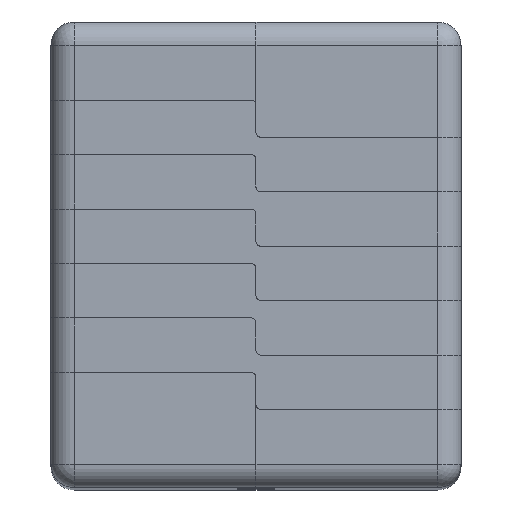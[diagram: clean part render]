
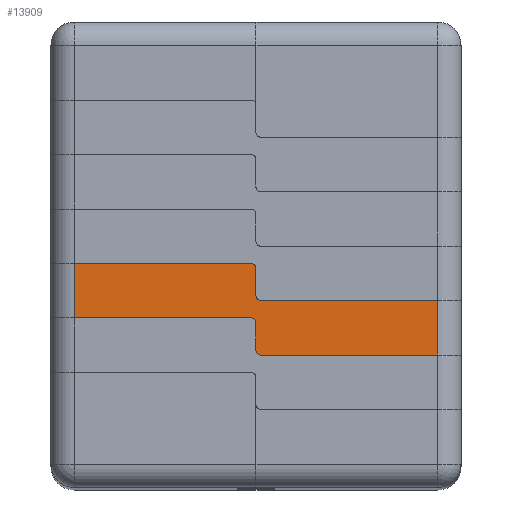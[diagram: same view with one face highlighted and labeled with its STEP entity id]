
A CAD part, top view. The second image highlights one B-rep face of the part: STEP entity #13909.
In plain terms, the highlighted planar face has unit normal (0, 0, 1).
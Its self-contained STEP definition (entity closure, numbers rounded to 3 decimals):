
#359=PLANE('',#15067);
#999=FACE_OUTER_BOUND('',#1743,.T.);
#1743=EDGE_LOOP('',(#11770,#11771,#11772,#11773,#11774,#11775,#11776,#11777,
#11778,#11779,#11780,#11781));
#2896=LINE('',#22230,#4364);
#2904=LINE('',#22256,#4372);
#2941=LINE('',#22365,#4409);
#2949=LINE('',#22386,#4417);
#2981=LINE('',#22480,#4449);
#2996=LINE('',#22516,#4464);
#2997=LINE('',#22518,#4465);
#3005=LINE('',#22535,#4473);
#4364=VECTOR('',#18044,10.);
#4372=VECTOR('',#18066,10.);
#4409=VECTOR('',#18167,10.);
#4417=VECTOR('',#18187,10.);
#4449=VECTOR('',#18281,10.);
#4464=VECTOR('',#18328,10.);
#4465=VECTOR('',#18331,10.);
#4473=VECTOR('',#18351,10.);
#5281=CIRCLE('',#14965,2.);
#5285=CIRCLE('',#14971,2.);
#5303=CIRCLE('',#15004,2.);
#5307=CIRCLE('',#15010,2.);
#6356=VERTEX_POINT('',#22218);
#6357=VERTEX_POINT('',#22220);
#6360=VERTEX_POINT('',#22229);
#6364=VERTEX_POINT('',#22238);
#6365=VERTEX_POINT('',#22240);
#6371=VERTEX_POINT('',#22254);
#6407=VERTEX_POINT('',#22353);
#6408=VERTEX_POINT('',#22355);
#6411=VERTEX_POINT('',#22364);
#6414=VERTEX_POINT('',#22371);
#6415=VERTEX_POINT('',#22373);
#6449=VERTEX_POINT('',#22478);
#8148=EDGE_CURVE('',#6356,#6357,#5281,.T.);
#8153=EDGE_CURVE('',#6357,#6360,#2896,.T.);
#8158=EDGE_CURVE('',#6364,#6365,#5285,.T.);
#8166=EDGE_CURVE('',#6371,#6364,#2904,.T.);
#8215=EDGE_CURVE('',#6407,#6408,#5303,.T.);
#8220=EDGE_CURVE('',#6408,#6411,#2941,.T.);
#8224=EDGE_CURVE('',#6414,#6415,#5307,.T.);
#8231=EDGE_CURVE('',#6407,#6415,#2949,.T.);
#8279=EDGE_CURVE('',#6449,#6414,#2981,.T.);
#8298=EDGE_CURVE('',#6356,#6365,#2996,.T.);
#8299=EDGE_CURVE('',#6411,#6371,#2997,.T.);
#8307=EDGE_CURVE('',#6449,#6360,#3005,.T.);
#11770=ORIENTED_EDGE('',*,*,#8158,.F.);
#11771=ORIENTED_EDGE('',*,*,#8166,.F.);
#11772=ORIENTED_EDGE('',*,*,#8299,.F.);
#11773=ORIENTED_EDGE('',*,*,#8220,.F.);
#11774=ORIENTED_EDGE('',*,*,#8215,.F.);
#11775=ORIENTED_EDGE('',*,*,#8231,.T.);
#11776=ORIENTED_EDGE('',*,*,#8224,.F.);
#11777=ORIENTED_EDGE('',*,*,#8279,.F.);
#11778=ORIENTED_EDGE('',*,*,#8307,.T.);
#11779=ORIENTED_EDGE('',*,*,#8153,.F.);
#11780=ORIENTED_EDGE('',*,*,#8148,.F.);
#11781=ORIENTED_EDGE('',*,*,#8298,.T.);
#13909=ADVANCED_FACE('',(#999),#359,.T.);
#14965=AXIS2_PLACEMENT_3D('',#22221,#18035,#18036);
#14971=AXIS2_PLACEMENT_3D('',#22241,#18053,#18054);
#15004=AXIS2_PLACEMENT_3D('',#22356,#18158,#18159);
#15010=AXIS2_PLACEMENT_3D('',#22374,#18175,#18176);
#15067=AXIS2_PLACEMENT_3D('',#22536,#18352,#18353);
#18035=DIRECTION('center_axis',(0.,0.,
1.));
#18036=DIRECTION('ref_axis',(0.707,0.707,0.));
#18044=DIRECTION('',(-1.,0.,0.));
#18053=DIRECTION('center_axis',(0.,0.,
-1.));
#18054=DIRECTION('ref_axis',(-0.707,-0.707,0.));
#18066=DIRECTION('',(-1.,0.,0.));
#18158=DIRECTION('center_axis',(0.,0.,
1.));
#18159=DIRECTION('ref_axis',(-0.707,-0.707,0.));
#18167=DIRECTION('',(1.,0.,0.));
#18175=DIRECTION('center_axis',(0.,0.,
-1.));
#18176=DIRECTION('ref_axis',(0.707,0.707,0.));
#18187=DIRECTION('',(0.,1.,0.));
#18281=DIRECTION('',(1.,0.,0.));
#18328=DIRECTION('',(0.,-1.,0.));
#18331=DIRECTION('',(0.,-1.,0.));
#18351=DIRECTION('',(0.,-1.,0.));
#18352=DIRECTION('center_axis',(0.,0.,
1.));
#18353=DIRECTION('ref_axis',(-1.,0.,0.));
#22218=CARTESIAN_POINT('',(0.,71.25,592.));
#22220=CARTESIAN_POINT('',(-2.,73.25,592.));
#22221=CARTESIAN_POINT('Origin',(-2.,71.25,592.));
#22229=CARTESIAN_POINT('',(-78.5,73.25,592.));
#22230=CARTESIAN_POINT('',(78.5,73.25,592.));
#22238=CARTESIAN_POINT('',(2.,57.25,592.));
#22240=CARTESIAN_POINT('',(0.,59.25,592.));
#22241=CARTESIAN_POINT('Origin',(2.,59.25,592.));
#22254=CARTESIAN_POINT('',(78.5,57.25,592.));
#22256=CARTESIAN_POINT('',(78.5,57.25,592.));
#22353=CARTESIAN_POINT('',(0.,82.75,592.));
#22355=CARTESIAN_POINT('',(2.,80.75,592.));
#22356=CARTESIAN_POINT('Origin',(2.,82.75,592.));
#22364=CARTESIAN_POINT('',(78.5,80.75,592.));
#22365=CARTESIAN_POINT('',(78.5,80.75,592.));
#22371=CARTESIAN_POINT('',(-2.,96.75,592.));
#22373=CARTESIAN_POINT('',(0.,94.75,592.));
#22374=CARTESIAN_POINT('Origin',(-2.,94.75,592.));
#22386=CARTESIAN_POINT('',(0.,77.,592.));
#22478=CARTESIAN_POINT('',(-78.5,96.75,592.));
#22480=CARTESIAN_POINT('',(78.5,96.75,592.));
#22516=CARTESIAN_POINT('',(0.,77.,592.));
#22518=CARTESIAN_POINT('',(78.5,77.,592.));
#22535=CARTESIAN_POINT('',(-78.5,77.,592.));
#22536=CARTESIAN_POINT('Origin',(0.,77.,592.));
